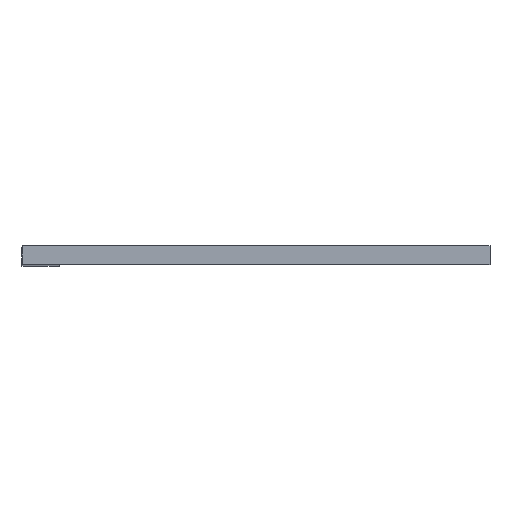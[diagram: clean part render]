
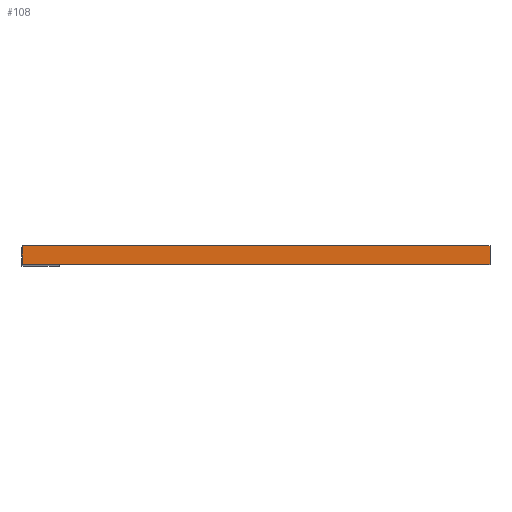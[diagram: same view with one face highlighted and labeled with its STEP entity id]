
A CAD part, top view. The second image highlights one B-rep face of the part: STEP entity #108.
In plain terms, the highlighted planar face has unit normal (0, 0, 1).
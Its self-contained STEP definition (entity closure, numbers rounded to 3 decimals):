
#7 = CARTESIAN_POINT ( 'NONE',  ( 0.055, 0.01, 0.145 ) ) ;
#24 = DIRECTION ( 'NONE',  ( 1., 0., 0. ) ) ;
#54 = DIRECTION ( 'NONE',  ( 0., 0., -1. ) ) ;
#92 = CARTESIAN_POINT ( 'NONE',  ( -0.195, 0.01, 0.145 ) ) ;
#95 = LINE ( 'NONE', #290, #547 ) ;
#108 = ADVANCED_FACE ( 'NONE', ( #486 ), #312, .F. ) ;
#132 = EDGE_CURVE ( 'NONE', #998, #540, #441, .T. ) ;
#147 = ORIENTED_EDGE ( 'NONE', *, *, #419, .T. ) ;
#178 = VECTOR ( 'NONE', #889, 1000. ) ;
#290 = CARTESIAN_POINT ( 'NONE',  ( 0.055, 0., 0.145 ) ) ;
#296 = CARTESIAN_POINT ( 'NONE',  ( 0.055, 0.01, 0.145 ) ) ;
#312 = PLANE ( 'NONE',  #870 ) ;
#322 = CARTESIAN_POINT ( 'NONE',  ( -0.195, 0.01, 0.145 ) ) ;
#325 = VECTOR ( 'NONE', #959, 1000. ) ;
#392 = CARTESIAN_POINT ( 'NONE',  ( 0.055, 0.01, 0.145 ) ) ;
#419 = EDGE_CURVE ( 'NONE', #863, #540, #95, .T. ) ;
#429 = EDGE_CURVE ( 'NONE', #922, #998, #535, .T. ) ;
#433 = DIRECTION ( 'NONE',  ( 1., 0., 0. ) ) ;
#441 = LINE ( 'NONE', #296, #178 ) ;
#443 = ORIENTED_EDGE ( 'NONE', *, *, #132, .F. ) ;
#454 = DIRECTION ( 'NONE',  ( -1., 0., 0. ) ) ;
#486 = FACE_OUTER_BOUND ( 'NONE', #864, .T. ) ;
#517 = EDGE_CURVE ( 'NONE', #922, #863, #699, .T. ) ;
#535 = LINE ( 'NONE', #7, #928 ) ;
#540 = VERTEX_POINT ( 'NONE', #737 ) ;
#547 = VECTOR ( 'NONE', #433, 1000. ) ;
#652 = ORIENTED_EDGE ( 'NONE', *, *, #517, .T. ) ;
#699 = LINE ( 'NONE', #92, #325 ) ;
#737 = CARTESIAN_POINT ( 'NONE',  ( 0.055, 0., 0.145 ) ) ;
#803 = CARTESIAN_POINT ( 'NONE',  ( -0.195, 0., 0.145 ) ) ;
#863 = VERTEX_POINT ( 'NONE', #803 ) ;
#864 = EDGE_LOOP ( 'NONE', ( #147, #443, #1084, #652 ) ) ;
#866 = CARTESIAN_POINT ( 'NONE',  ( 0.055, 0.01, 0.145 ) ) ;
#870 = AXIS2_PLACEMENT_3D ( 'NONE', #392, #54, #454 ) ;
#889 = DIRECTION ( 'NONE',  ( 0., -1., 0. ) ) ;
#922 = VERTEX_POINT ( 'NONE', #322 ) ;
#928 = VECTOR ( 'NONE', #24, 1000. ) ;
#959 = DIRECTION ( 'NONE',  ( 0., -1., 0. ) ) ;
#998 = VERTEX_POINT ( 'NONE', #866 ) ;
#1084 = ORIENTED_EDGE ( 'NONE', *, *, #429, .F. ) ;
